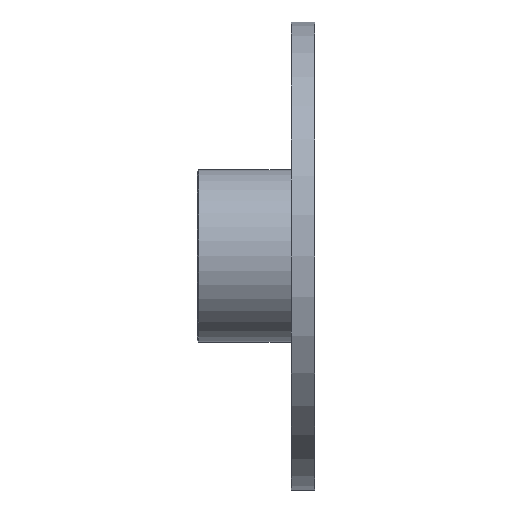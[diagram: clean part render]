
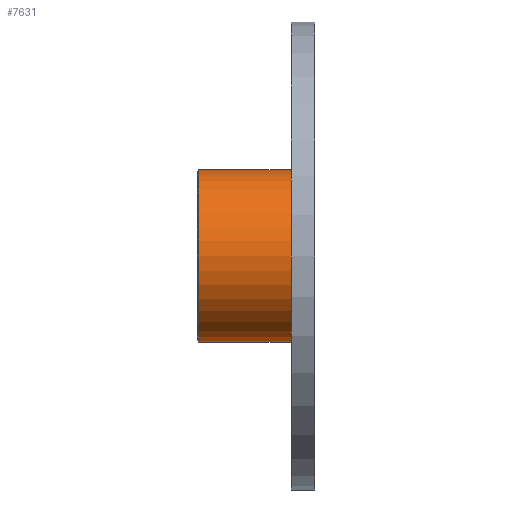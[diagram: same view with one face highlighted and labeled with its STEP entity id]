
A CAD part, left-side view. The second image highlights one B-rep face of the part: STEP entity #7631.
In plain terms, the highlighted cylindrical face has radius 3.679 mm (diameter 7.359 mm), a partial arc.
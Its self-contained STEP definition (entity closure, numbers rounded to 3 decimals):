
#14 = CARTESIAN_POINT ( 'NONE',  ( 0., 5., 0. ) ) ;
#477 = ORIENTED_EDGE ( 'NONE', *, *, #7296, .F. ) ;
#586 = DIRECTION ( 'NONE',  ( 0., -1., 0. ) ) ;
#674 = VECTOR ( 'NONE', #3212, 1000. ) ;
#809 = ORIENTED_EDGE ( 'NONE', *, *, #1869, .T. ) ;
#1136 = EDGE_CURVE ( 'NONE', #4007, #5146, #1893, .T. ) ;
#1436 = ORIENTED_EDGE ( 'NONE', *, *, #4454, .F. ) ;
#1869 = EDGE_CURVE ( 'NONE', #5150, #4007, #2117, .T. ) ;
#1893 = LINE ( 'NONE', #4295, #1992 ) ;
#1992 = VECTOR ( 'NONE', #7339, 1000. ) ;
#2117 = CIRCLE ( 'NONE', #2761, 3.679 ) ;
#2215 = DIRECTION ( 'NONE',  ( 0., 0., -1. ) ) ;
#2298 = ORIENTED_EDGE ( 'NONE', *, *, #1136, .T. ) ;
#2518 = LINE ( 'NONE', #3809, #674 ) ;
#2682 = DIRECTION ( 'NONE',  ( 0., 0., -1. ) ) ;
#2761 = AXIS2_PLACEMENT_3D ( 'NONE', #5216, #7616, #2215 ) ;
#3027 = DIRECTION ( 'NONE',  ( 0., 0., -1. ) ) ;
#3212 = DIRECTION ( 'NONE',  ( 0., -1., 0. ) ) ;
#3809 = CARTESIAN_POINT ( 'NONE',  ( 0., 5., 3.679 ) ) ;
#4007 = VERTEX_POINT ( 'NONE', #6129 ) ;
#4049 = VERTEX_POINT ( 'NONE', #7566 ) ;
#4217 = FACE_OUTER_BOUND ( 'NONE', #7498, .T. ) ;
#4295 = CARTESIAN_POINT ( 'NONE',  ( 0., 5., -3.679 ) ) ;
#4334 = CARTESIAN_POINT ( 'NONE',  ( 0., 4.95, 3.679 ) ) ;
#4373 = DIRECTION ( 'NONE',  ( 0., -1., 0. ) ) ;
#4454 = EDGE_CURVE ( 'NONE', #5150, #4049, #2518, .T. ) ;
#4585 = CIRCLE ( 'NONE', #5077, 3.679 ) ;
#5077 = AXIS2_PLACEMENT_3D ( 'NONE', #5086, #4373, #2682 ) ;
#5086 = CARTESIAN_POINT ( 'NONE',  ( 0., 1., 0. ) ) ;
#5146 = VERTEX_POINT ( 'NONE', #6637 ) ;
#5150 = VERTEX_POINT ( 'NONE', #4334 ) ;
#5216 = CARTESIAN_POINT ( 'NONE',  ( 0., 4.95, 0. ) ) ;
#5347 = AXIS2_PLACEMENT_3D ( 'NONE', #14, #586, #3027 ) ;
#6129 = CARTESIAN_POINT ( 'NONE',  ( 0., 4.95, -3.679 ) ) ;
#6567 = CYLINDRICAL_SURFACE ( 'NONE', #5347, 3.679 ) ;
#6637 = CARTESIAN_POINT ( 'NONE',  ( 0., 1., -3.679 ) ) ;
#7296 = EDGE_CURVE ( 'NONE', #4049, #5146, #4585, .T. ) ;
#7339 = DIRECTION ( 'NONE',  ( 0., -1., 0. ) ) ;
#7498 = EDGE_LOOP ( 'NONE', ( #1436, #809, #2298, #477 ) ) ;
#7566 = CARTESIAN_POINT ( 'NONE',  ( 0., 1., 3.679 ) ) ;
#7616 = DIRECTION ( 'NONE',  ( 0., -1., 0. ) ) ;
#7631 = ADVANCED_FACE ( 'NONE', ( #4217 ), #6567, .T. ) ;
